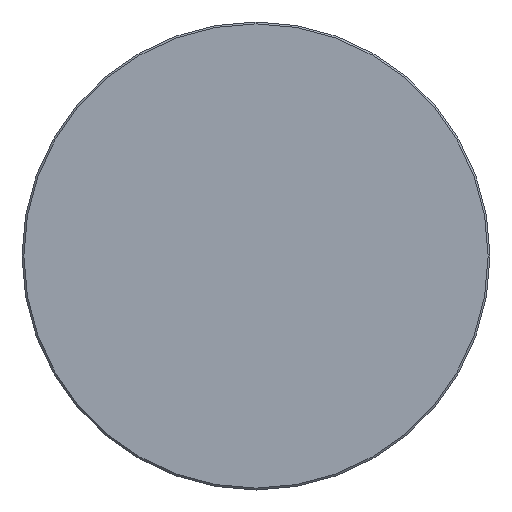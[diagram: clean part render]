
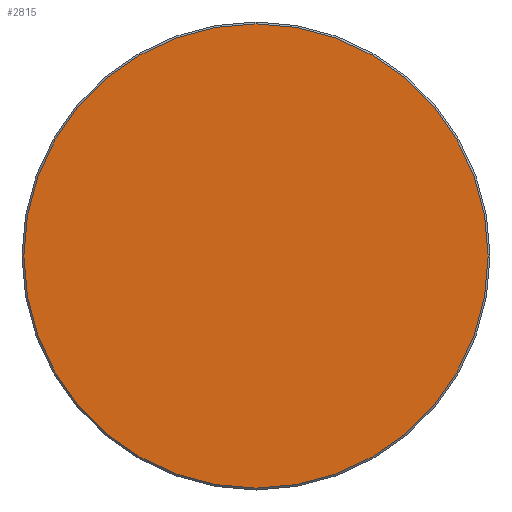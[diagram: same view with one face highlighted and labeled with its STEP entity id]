
A CAD part, front view. The second image highlights one B-rep face of the part: STEP entity #2815.
In plain terms, the highlighted planar face has unit normal (0, -1, 0).
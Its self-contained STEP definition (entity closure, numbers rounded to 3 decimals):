
#64 = CARTESIAN_POINT ( 'NONE',  ( 0., 0., 0. ) ) ;
#159 = DIRECTION ( 'NONE',  ( 0., -1., 0. ) ) ;
#671 = CARTESIAN_POINT ( 'NONE',  ( 0., 0., 0. ) ) ;
#1074 = CARTESIAN_POINT ( 'NONE',  ( 0., 0., -61.574 ) ) ;
#1136 = CARTESIAN_POINT ( 'NONE',  ( 64.037, 0., 64.037 ) ) ;
#1147 = DIRECTION ( 'NONE',  ( 0., -1., 0. ) ) ;
#1226 = DIRECTION ( 'NONE',  ( 0., -1., 0. ) ) ;
#1627 = CIRCLE ( 'NONE', #6004, 61.574 ) ;
#2815 = ADVANCED_FACE ( 'NONE', ( #3114 ), #4908, .T. ) ;
#2874 = EDGE_CURVE ( 'NONE', #6142, #6476, #1627, .T. ) ;
#3029 = ORIENTED_EDGE ( 'NONE', *, *, #2874, .T. ) ;
#3114 = FACE_OUTER_BOUND ( 'NONE', #5800, .T. ) ;
#3377 = DIRECTION ( 'NONE',  ( 0., 0., 1. ) ) ;
#3479 = AXIS2_PLACEMENT_3D ( 'NONE', #1136, #1226, #6197 ) ;
#3540 = CIRCLE ( 'NONE', #4913, 61.574 ) ;
#4155 = CARTESIAN_POINT ( 'NONE',  ( 0., 0., 61.574 ) ) ;
#4908 = PLANE ( 'NONE',  #3479 ) ;
#4913 = AXIS2_PLACEMENT_3D ( 'NONE', #64, #1147, #6646 ) ;
#5800 = EDGE_LOOP ( 'NONE', ( #5811, #3029 ) ) ;
#5811 = ORIENTED_EDGE ( 'NONE', *, *, #6146, .T. ) ;
#6004 = AXIS2_PLACEMENT_3D ( 'NONE', #671, #159, #3377 ) ;
#6142 = VERTEX_POINT ( 'NONE', #1074 ) ;
#6146 = EDGE_CURVE ( 'NONE', #6476, #6142, #3540, .T. ) ;
#6197 = DIRECTION ( 'NONE',  ( -1., 0., 0. ) ) ;
#6476 = VERTEX_POINT ( 'NONE', #4155 ) ;
#6646 = DIRECTION ( 'NONE',  ( 0., 0., 1. ) ) ;
